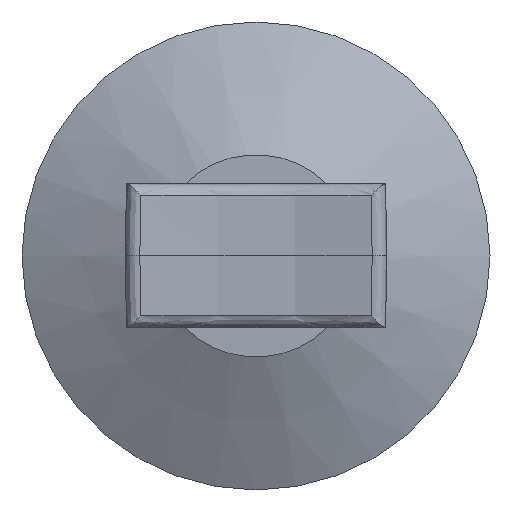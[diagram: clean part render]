
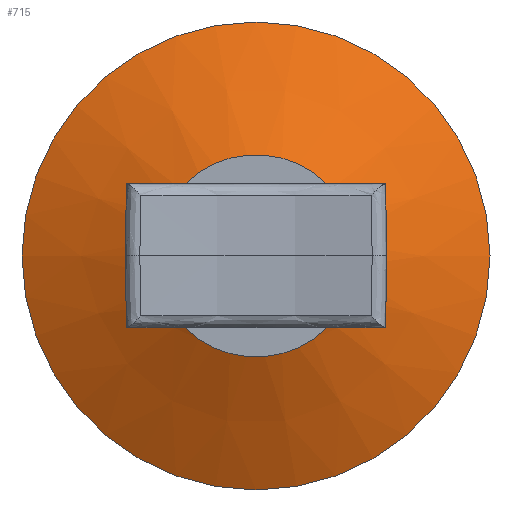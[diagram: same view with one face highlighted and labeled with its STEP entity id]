
A CAD part, top view. The second image highlights one B-rep face of the part: STEP entity #715.
In plain terms, the highlighted conical face has half-angle 64 degrees and reference radius 9.75 mm.
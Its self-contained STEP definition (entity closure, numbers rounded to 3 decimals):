
#198=CONICAL_SURFACE('',#4820,9.75,64.);
#445=FACE_OUTER_BOUND('',#1357,.T.);
#715=ADVANCED_FACE('',(#1233,#445),#198,.T.);
#1015=B_SPLINE_CURVE_WITH_KNOTS('',3,(#7341,#7342,#7343,#7344),.UNSPECIFIED.,
.F.,.F.,(4,4),(0.,1.),.UNSPECIFIED.);
#1016=B_SPLINE_CURVE_WITH_KNOTS('',3,(#7345,#7346,#7347,#7348),.UNSPECIFIED.,
.F.,.F.,(4,4),(0.,1.),.UNSPECIFIED.);
#1025=B_SPLINE_CURVE_WITH_KNOTS('',3,(#7447,#7448,#7449,#7450),.UNSPECIFIED.,
.F.,.F.,(4,4),(0.,1.),.UNSPECIFIED.);
#1026=B_SPLINE_CURVE_WITH_KNOTS('',3,(#7454,#7455,#7456,#7457),.UNSPECIFIED.,
.F.,.F.,(4,4),(0.,1.),.UNSPECIFIED.);
#1037=B_SPLINE_CURVE_WITH_KNOTS('',3,(#7602,#7603,#7604,#7605,#7606,#7607),
.UNSPECIFIED.,.F.,.F.,(4,2,4),(0.,0.5,1.),.UNSPECIFIED.);
#1040=B_SPLINE_CURVE_WITH_KNOTS('',3,(#7635,#7636,#7637,#7638,#7639,#7640),
.UNSPECIFIED.,.F.,.F.,(4,2,4),(0.,0.5,1.),.UNSPECIFIED.);
#1233=FACE_BOUND('',#1356,.T.);
#1356=EDGE_LOOP('',(#2569,#2570,#2571,#2572,#2573,#2574,#2575,#2576));
#1357=EDGE_LOOP('',(#2577));
#2569=ORIENTED_EDGE('',*,*,#4036,.F.);
#2570=ORIENTED_EDGE('',*,*,#3955,.F.);
#2571=ORIENTED_EDGE('',*,*,#4035,.F.);
#2572=ORIENTED_EDGE('',*,*,#4086,.F.);
#2573=ORIENTED_EDGE('',*,*,#4058,.F.);
#2574=ORIENTED_EDGE('',*,*,#4122,.F.);
#2575=ORIENTED_EDGE('',*,*,#4056,.F.);
#2576=ORIENTED_EDGE('',*,*,#4089,.F.);
#2577=ORIENTED_EDGE('',*,*,#4124,.F.);
#3492=VERTEX_POINT('',#7015);
#3493=VERTEX_POINT('',#7016);
#3567=VERTEX_POINT('',#7340);
#3568=VERTEX_POINT('',#7349);
#3581=VERTEX_POINT('',#7446);
#3582=VERTEX_POINT('',#7451);
#3583=VERTEX_POINT('',#7453);
#3584=VERTEX_POINT('',#7458);
#3616=VERTEX_POINT('',#7758);
#3955=EDGE_CURVE('',#3492,#3493,#4500,.T.);
#4035=EDGE_CURVE('',#3567,#3492,#1015,.T.);
#4036=EDGE_CURVE('',#3493,#3568,#1016,.T.);
#4056=EDGE_CURVE('',#3581,#3582,#1025,.T.);
#4058=EDGE_CURVE('',#3583,#3584,#1026,.T.);
#4086=EDGE_CURVE('',#3584,#3567,#1037,.T.);
#4089=EDGE_CURVE('',#3568,#3581,#1040,.T.);
#4122=EDGE_CURVE('',#3582,#3583,#4513,.T.);
#4124=EDGE_CURVE('',#3616,#3616,#4515,.T.);
#4500=CIRCLE('',#4712,4.214);
#4513=CIRCLE('',#4779,4.214);
#4515=CIRCLE('',#4782,9.75);
#4712=AXIS2_PLACEMENT_3D('',#7017,#5306,#5307);
#4779=AXIS2_PLACEMENT_3D('',#7753,#5518,#5519);
#4782=AXIS2_PLACEMENT_3D('',#7757,#5524,#5525);
#4820=AXIS2_PLACEMENT_3D('',#8238,#5600,#5601);
#5306=DIRECTION('',(0.,0.,1.));
#5307=DIRECTION('',(1.,0.,0.));
#5518=DIRECTION('',(0.,0.,1.));
#5519=DIRECTION('',(1.,0.,0.));
#5524=DIRECTION('',(0.,0.,-1.));
#5525=DIRECTION('',(-1.,0.,0.));
#5600=DIRECTION('',(0.,0.,-1.));
#5601=DIRECTION('',(-1.,0.,0.));
#7015=CARTESIAN_POINT('',(2.96,3.,0.5));
#7016=CARTESIAN_POINT('',(-2.96,3.,0.5));
#7017=CARTESIAN_POINT('',(0.,0.,0.5));
#7340=CARTESIAN_POINT('',(3.403,3.,0.343));
#7341=CARTESIAN_POINT('',(3.403,3.,0.343));
#7342=CARTESIAN_POINT('',(3.256,3.,0.397));
#7343=CARTESIAN_POINT('',(3.108,3.,0.449));
#7344=CARTESIAN_POINT('',(2.96,3.,0.5));
#7345=CARTESIAN_POINT('',(-2.96,3.,0.5));
#7346=CARTESIAN_POINT('',(-3.108,3.,0.449));
#7347=CARTESIAN_POINT('',(-3.256,3.,0.397));
#7348=CARTESIAN_POINT('',(-3.403,3.,0.343));
#7349=CARTESIAN_POINT('',(-3.403,3.,0.343));
#7446=CARTESIAN_POINT('',(-3.403,-3.,0.343));
#7447=CARTESIAN_POINT('',(-3.403,-3.,0.343));
#7448=CARTESIAN_POINT('',(-3.256,-3.,0.397));
#7449=CARTESIAN_POINT('',(-3.108,-3.,0.449));
#7450=CARTESIAN_POINT('',(-2.96,-3.,0.5));
#7451=CARTESIAN_POINT('',(-2.96,-3.,0.5));
#7453=CARTESIAN_POINT('',(2.96,-3.,0.5));
#7454=CARTESIAN_POINT('',(2.96,-3.,0.5));
#7455=CARTESIAN_POINT('',(3.108,-3.,0.449));
#7456=CARTESIAN_POINT('',(3.256,-3.,0.397));
#7457=CARTESIAN_POINT('',(3.403,-3.,0.343));
#7458=CARTESIAN_POINT('',(3.403,-3.,0.343));
#7602=CARTESIAN_POINT('',(3.403,-3.,0.343));
#7603=CARTESIAN_POINT('',(4.154,-2.184,0.331));
#7604=CARTESIAN_POINT('',(4.579,-1.101,0.322));
#7605=CARTESIAN_POINT('',(4.579,1.098,0.322));
#7606=CARTESIAN_POINT('',(4.154,2.184,0.331));
#7607=CARTESIAN_POINT('',(3.403,3.,0.343));
#7635=CARTESIAN_POINT('',(-3.403,3.,0.343));
#7636=CARTESIAN_POINT('',(-4.154,2.184,0.331));
#7637=CARTESIAN_POINT('',(-4.579,1.101,0.322));
#7638=CARTESIAN_POINT('',(-4.579,-1.098,0.322));
#7639=CARTESIAN_POINT('',(-4.154,-2.184,0.331));
#7640=CARTESIAN_POINT('',(-3.403,-3.,0.343));
#7753=CARTESIAN_POINT('',(0.,0.,0.5));
#7757=CARTESIAN_POINT('',(0.,0.,-2.2));
#7758=CARTESIAN_POINT('',(-9.75,0.,-2.2));
#8238=CARTESIAN_POINT('',(0.,0.,-2.2));
